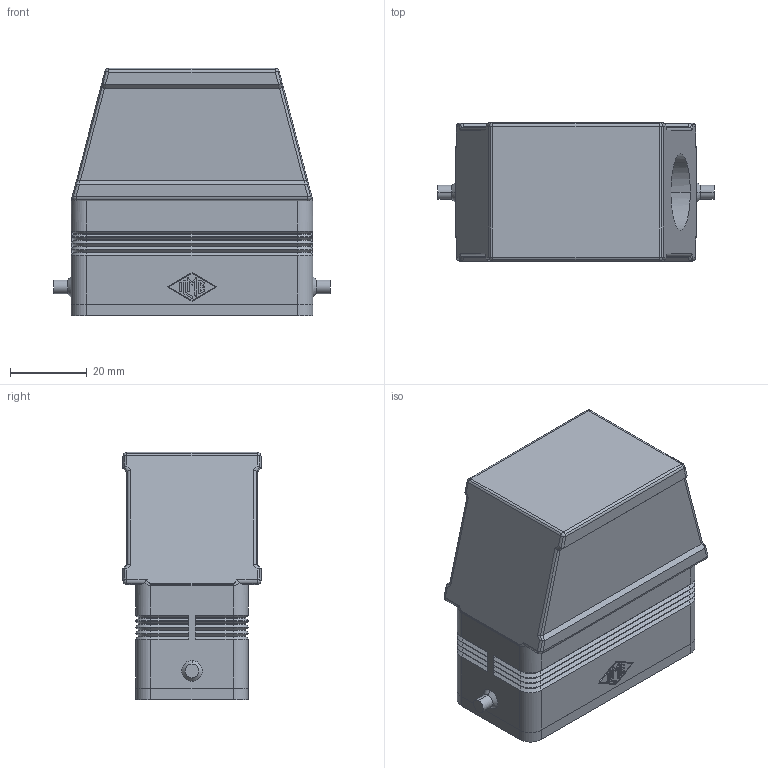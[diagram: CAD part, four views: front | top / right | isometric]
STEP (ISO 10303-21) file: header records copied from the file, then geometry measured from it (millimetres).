
FILE_DESCRIPTION((''),'2;1');
FILE_NAME('MZFO 15 L20.stp','2006-12-12T09:45:17',('gembarski'),(''),'Autodesk Inventor 7','Autodesk Inventor 7','');
FILE_SCHEMA(('AUTOMOTIVE_DESIGN { 1 0 10303 214 1 1 1 1 }'));
Length unit declared in the file: millimetre
Products named in the file (1): CZ_MZ Tüllengehäuse 1 Bügel 
Bounding box: 72 x 36 x 64.5 mm (x, y, z)
Volume: 47075 mm3; surface area: 24990.6 mm2
Topology: 1 solids, 1 shells, 390 faces, 959 edges, 574 vertices
Faces by surface type: plane 162, cylinder 138, cone 42, bspline 40, sphere 8
Entity records: 12052 total; most frequent: CARTESIAN_POINT 2874, DIRECTION 1933, ORIENTED_EDGE 1886, EDGE_CURVE 943, AXIS2_PLACEMENT_3D 651, VECTOR 631, LINE 631, VERTEX_POINT 574
